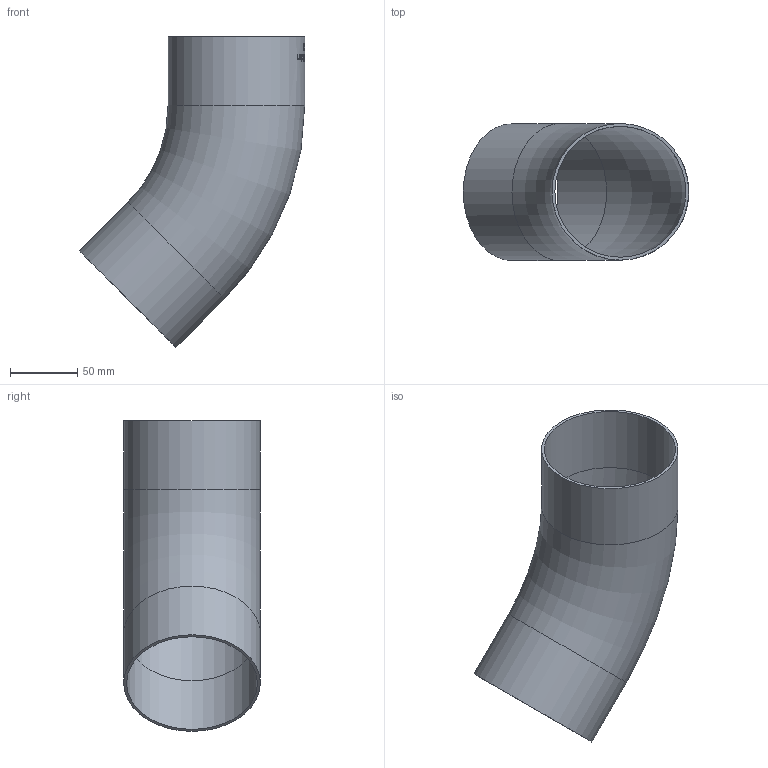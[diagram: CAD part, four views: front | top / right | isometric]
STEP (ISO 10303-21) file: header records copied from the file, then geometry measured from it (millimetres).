
FILE_DESCRIPTION(/* description */ (''),/* implementation_level */ '2;1');
FILE_NAME(/* name */ 'S2KS-4.stp',/* time_stamp */ '2018-11-27T08:17:46-05:00',/* author */ ('ken'),/* organization */ (''),/* preprocessor_version */ 'ST-DEVELOPER v15.2',/* originating_system */ 'Autodesk Inventor 2014',/* authorisation */ '');
FILE_SCHEMA (('AUTOMOTIVE_DESIGN { 1 0 10303 214 3 1 1 }'));
Length unit declared in the file: inch
Products named in the file (1): S2KS-4
Bounding box: 167.54 x 101.6 x 231.04 mm (x, y, z)
Volume: 146298.6 mm3; surface area: 140172.1 mm2
Topology: 1 solids, 1 shells, 324 faces, 882 edges, 588 vertices
Faces by surface type: bspline 162, plane 126, cylinder 34, torus 2
Full cylindrical faces by diameter (mm): 97.384 x2, 101.6 x2
Entity records: 12989 total; most frequent: CARTESIAN_POINT 5802, ORIENTED_EDGE 1732, DIRECTION 1016, EDGE_CURVE 866, VERTEX_POINT 580, LINE 392, VECTOR 392, EDGE_LOOP 360
